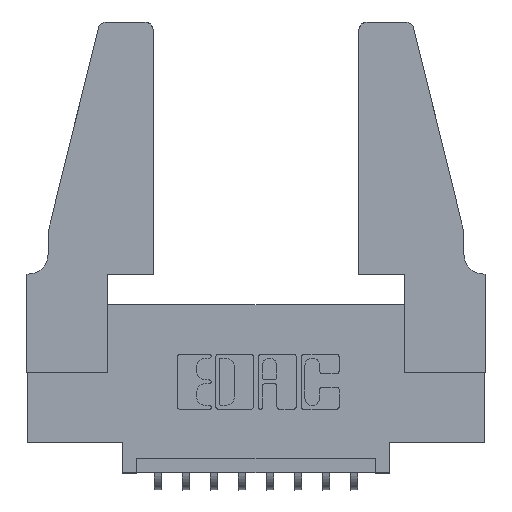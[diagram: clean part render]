
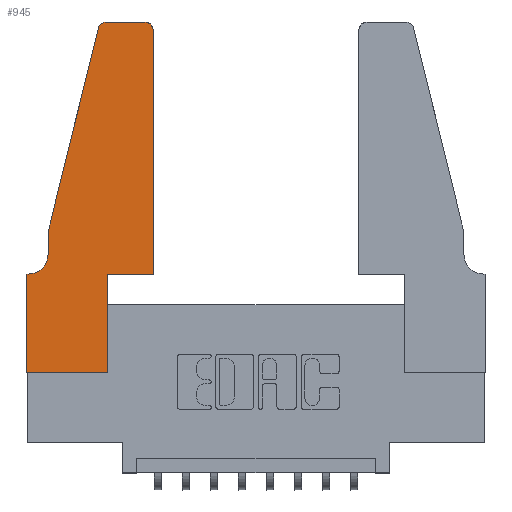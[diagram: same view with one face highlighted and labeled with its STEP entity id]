
A CAD part, top view. The second image highlights one B-rep face of the part: STEP entity #945.
In plain terms, the highlighted planar face has unit normal (0, 0, 1).
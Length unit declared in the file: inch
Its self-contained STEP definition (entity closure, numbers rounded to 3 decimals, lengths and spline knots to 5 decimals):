
#383 = VECTOR ( 'NONE', #2806, 39.37008 ) ;
#409 = DIRECTION ( 'NONE',  ( 1., 0., 0. ) ) ;
#550 = DIRECTION ( 'NONE',  ( 0., 0., 1. ) ) ;
#729 = VERTEX_POINT ( 'NONE', #9992 ) ;
#850 = CARTESIAN_POINT ( 'NONE',  ( 0.284, 1.22, 0.37 ) ) ;
#930 = VERTEX_POINT ( 'NONE', #6492 ) ;
#945 = ADVANCED_FACE ( 'NONE', ( #10818 ), #1521, .T. ) ;
#1011 = CARTESIAN_POINT ( 'NONE',  ( 0.25487, 1.22718, 0.37 ) ) ;
#1220 = VERTEX_POINT ( 'NONE', #7064 ) ;
#1387 = DIRECTION ( 'NONE',  ( -1., 0., 0. ) ) ;
#1430 = VERTEX_POINT ( 'NONE', #3923 ) ;
#1455 = VERTEX_POINT ( 'NONE', #11976 ) ;
#1505 = ORIENTED_EDGE ( 'NONE', *, *, #11982, .T. ) ;
#1521 = PLANE ( 'NONE',  #3093 ) ;
#1766 = CIRCLE ( 'NONE', #9870, 0.07 ) ;
#1786 = CIRCLE ( 'NONE', #2331, 0.03 ) ;
#1807 = LINE ( 'NONE', #8346, #9478 ) ;
#2102 = DIRECTION ( 'NONE',  ( 1., 0., 0. ) ) ;
#2131 = LINE ( 'NONE', #6367, #12784 ) ;
#2276 = EDGE_CURVE ( 'NONE', #729, #4941, #10789, .T. ) ;
#2331 = AXIS2_PLACEMENT_3D ( 'NONE', #4157, #10275, #8149 ) ;
#2334 = LINE ( 'NONE', #12278, #2657 ) ;
#2445 = LINE ( 'NONE', #10549, #7740 ) ;
#2601 = EDGE_CURVE ( 'NONE', #1455, #5164, #11581, .T. ) ;
#2657 = VECTOR ( 'NONE', #9317, 39.37008 ) ;
#2806 = DIRECTION ( 'NONE',  ( -1., 0., 0. ) ) ;
#2810 = VECTOR ( 'NONE', #10255, 39.37008 ) ;
#3093 = AXIS2_PLACEMENT_3D ( 'NONE', #8433, #550, #8564 ) ;
#3255 = CARTESIAN_POINT ( 'NONE',  ( 0., 0., 0.37 ) ) ;
#3819 = ORIENTED_EDGE ( 'NONE', *, *, #9349, .T. ) ;
#3882 = DIRECTION ( 'NONE',  ( 0., 0., 1. ) ) ;
#3923 = CARTESIAN_POINT ( 'NONE',  ( 0.0755, 0.42, 0.37 ) ) ;
#3965 = CARTESIAN_POINT ( 'NONE',  ( 0.4505, 0.35, 0.37 ) ) ;
#4013 = DIRECTION ( 'NONE',  ( 0., -1., 0. ) ) ;
#4146 = LINE ( 'NONE', #7973, #11825 ) ;
#4157 = CARTESIAN_POINT ( 'NONE',  ( 0.4205, 1.22, 0.37 ) ) ;
#4188 = CARTESIAN_POINT ( 'NONE',  ( 0.0055, 0.42, 0.37 ) ) ;
#4644 = ORIENTED_EDGE ( 'NONE', *, *, #5820, .T. ) ;
#4941 = VERTEX_POINT ( 'NONE', #6479 ) ;
#5093 = EDGE_CURVE ( 'NONE', #5705, #6126, #2445, .T. ) ;
#5164 = VERTEX_POINT ( 'NONE', #1011 ) ;
#5280 = VERTEX_POINT ( 'NONE', #3965 ) ;
#5292 = AXIS2_PLACEMENT_3D ( 'NONE', #850, #3882, #10869 ) ;
#5380 = EDGE_CURVE ( 'NONE', #6126, #5280, #1807, .T. ) ;
#5692 = ORIENTED_EDGE ( 'NONE', *, *, #5093, .T. ) ;
#5705 = VERTEX_POINT ( 'NONE', #10629 ) ;
#5820 = EDGE_CURVE ( 'NONE', #8167, #729, #12613, .T. ) ;
#6126 = VERTEX_POINT ( 'NONE', #10759 ) ;
#6149 = ORIENTED_EDGE ( 'NONE', *, *, #2276, .T. ) ;
#6274 = DIRECTION ( 'NONE',  ( 0., 0., -1. ) ) ;
#6367 = CARTESIAN_POINT ( 'NONE',  ( 0.2605, 1.25, 0.37 ) ) ;
#6479 = CARTESIAN_POINT ( 'NONE',  ( 0., 0., 0.37 ) ) ;
#6487 = LINE ( 'NONE', #7022, #11183 ) ;
#6492 = CARTESIAN_POINT ( 'NONE',  ( 0.0755, 0.5, 0.37 ) ) ;
#6608 = ORIENTED_EDGE ( 'NONE', *, *, #8423, .T. ) ;
#6644 = CARTESIAN_POINT ( 'NONE',  ( 0.0755, 0.35, 0.37 ) ) ;
#7022 = CARTESIAN_POINT ( 'NONE',  ( 0.0755, 0.5, 0.37 ) ) ;
#7064 = CARTESIAN_POINT ( 'NONE',  ( 0.4505, 1.22, 0.37 ) ) ;
#7202 = EDGE_CURVE ( 'NONE', #7326, #1455, #2131, .T. ) ;
#7326 = VERTEX_POINT ( 'NONE', #10649 ) ;
#7382 = DIRECTION ( 'NONE',  ( 0., 1., 0. ) ) ;
#7740 = VECTOR ( 'NONE', #7382, 39.37008 ) ;
#7937 = ORIENTED_EDGE ( 'NONE', *, *, #9599, .T. ) ;
#7973 = CARTESIAN_POINT ( 'NONE',  ( 0., 0., 0.37 ) ) ;
#7999 = CARTESIAN_POINT ( 'NONE',  ( 0.0755, 0.5, 0.37 ) ) ;
#8106 = DIRECTION ( 'NONE',  ( -0.239, -0.971, 0. ) ) ;
#8149 = DIRECTION ( 'NONE',  ( 1., 0., 0. ) ) ;
#8167 = VERTEX_POINT ( 'NONE', #8862 ) ;
#8284 = EDGE_CURVE ( 'NONE', #4941, #5705, #4146, .T. ) ;
#8314 = EDGE_CURVE ( 'NONE', #5164, #930, #6487, .T. ) ;
#8346 = CARTESIAN_POINT ( 'NONE',  ( 0.4505, 0.35, 0.37 ) ) ;
#8423 = EDGE_CURVE ( 'NONE', #1220, #7326, #1786, .T. ) ;
#8433 = CARTESIAN_POINT ( 'NONE',  ( 0., 0.35, 0.37 ) ) ;
#8564 = DIRECTION ( 'NONE',  ( 1., 0., 0. ) ) ;
#8614 = EDGE_LOOP ( 'NONE', ( #11963, #8874, #12014, #3819, #7937, #4644, #6149, #12423, #5692, #9117, #1505, #6608 ) ) ;
#8862 = CARTESIAN_POINT ( 'NONE',  ( 0.0055, 0.35, 0.37 ) ) ;
#8874 = ORIENTED_EDGE ( 'NONE', *, *, #2601, .T. ) ;
#9117 = ORIENTED_EDGE ( 'NONE', *, *, #5380, .T. ) ;
#9124 = LINE ( 'NONE', #7999, #11300 ) ;
#9317 = DIRECTION ( 'NONE',  ( 0., 1., 0. ) ) ;
#9349 = EDGE_CURVE ( 'NONE', #930, #1430, #9124, .T. ) ;
#9478 = VECTOR ( 'NONE', #409, 39.37008 ) ;
#9599 = EDGE_CURVE ( 'NONE', #1430, #8167, #1766, .T. ) ;
#9870 = AXIS2_PLACEMENT_3D ( 'NONE', #4188, #6274, #11262 ) ;
#9992 = CARTESIAN_POINT ( 'NONE',  ( 0., 0.35, 0.37 ) ) ;
#10255 = DIRECTION ( 'NONE',  ( 0., -1., 0. ) ) ;
#10275 = DIRECTION ( 'NONE',  ( 0., 0., 1. ) ) ;
#10549 = CARTESIAN_POINT ( 'NONE',  ( 0.2865, 0.35, 0.37 ) ) ;
#10629 = CARTESIAN_POINT ( 'NONE',  ( 0.2865, 0., 0.37 ) ) ;
#10649 = CARTESIAN_POINT ( 'NONE',  ( 0.4205, 1.25, 0.37 ) ) ;
#10759 = CARTESIAN_POINT ( 'NONE',  ( 0.2865, 0.35, 0.37 ) ) ;
#10789 = LINE ( 'NONE', #3255, #2810 ) ;
#10818 = FACE_OUTER_BOUND ( 'NONE', #8614, .T. ) ;
#10869 = DIRECTION ( 'NONE',  ( 1., 0., 0. ) ) ;
#11183 = VECTOR ( 'NONE', #8106, 39.37008 ) ;
#11262 = DIRECTION ( 'NONE',  ( -1., 0., 0. ) ) ;
#11300 = VECTOR ( 'NONE', #4013, 39.37008 ) ;
#11581 = CIRCLE ( 'NONE', #5292, 0.03 ) ;
#11825 = VECTOR ( 'NONE', #2102, 39.37008 ) ;
#11963 = ORIENTED_EDGE ( 'NONE', *, *, #7202, .T. ) ;
#11976 = CARTESIAN_POINT ( 'NONE',  ( 0.284, 1.25, 0.37 ) ) ;
#11982 = EDGE_CURVE ( 'NONE', #5280, #1220, #2334, .T. ) ;
#12014 = ORIENTED_EDGE ( 'NONE', *, *, #8314, .T. ) ;
#12278 = CARTESIAN_POINT ( 'NONE',  ( 0.4505, 0.35, 0.37 ) ) ;
#12423 = ORIENTED_EDGE ( 'NONE', *, *, #8284, .T. ) ;
#12613 = LINE ( 'NONE', #6644, #383 ) ;
#12784 = VECTOR ( 'NONE', #1387, 39.37008 ) ;
